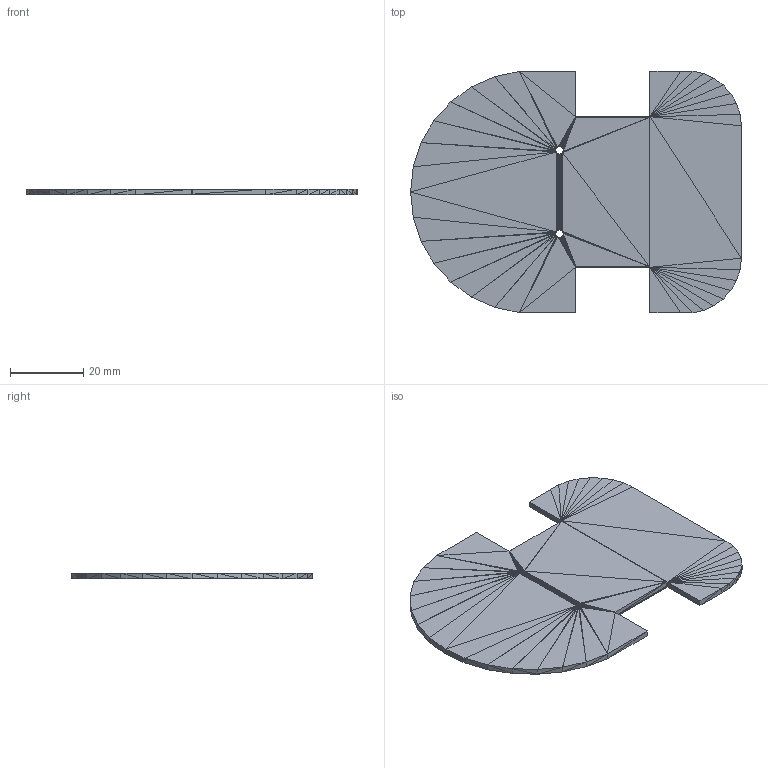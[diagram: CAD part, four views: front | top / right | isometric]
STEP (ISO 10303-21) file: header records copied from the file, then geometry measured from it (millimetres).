
FILE_DESCRIPTION(('FreeCAD Model'),'2;1');
FILE_NAME('Open CASCADE Shape Model','2025-01-12T19:09:25',(''),(''), 'Open CASCADE STEP processor 7.8','FreeCAD','Unknown');
FILE_SCHEMA(('AUTOMOTIVE_DESIGN { 1 0 10303 214 1 1 1 1 }'));
Length unit declared in the file: millimetre
Products named in the file (1): mousebase66x90_axis55mm
Bounding box: 90 x 65.84 x 1.6 mm (x, y, z)
Surface area: 10221.6 mm2 (no closed solid volume)
Topology: 0 solids, 1 shells, 440 faces, 660 edges, 218 vertices
Faces by surface type: plane 440
Entity records: 17186 total; most frequent: DIRECTION 2862, CARTESIAN_POINT 2639, LINE 1980, VECTOR 1980, ORIENTED_EDGE 1320, PCURVE 1320, DEFINITIONAL_REPRESENTATION 1320, EDGE_CURVE 660
